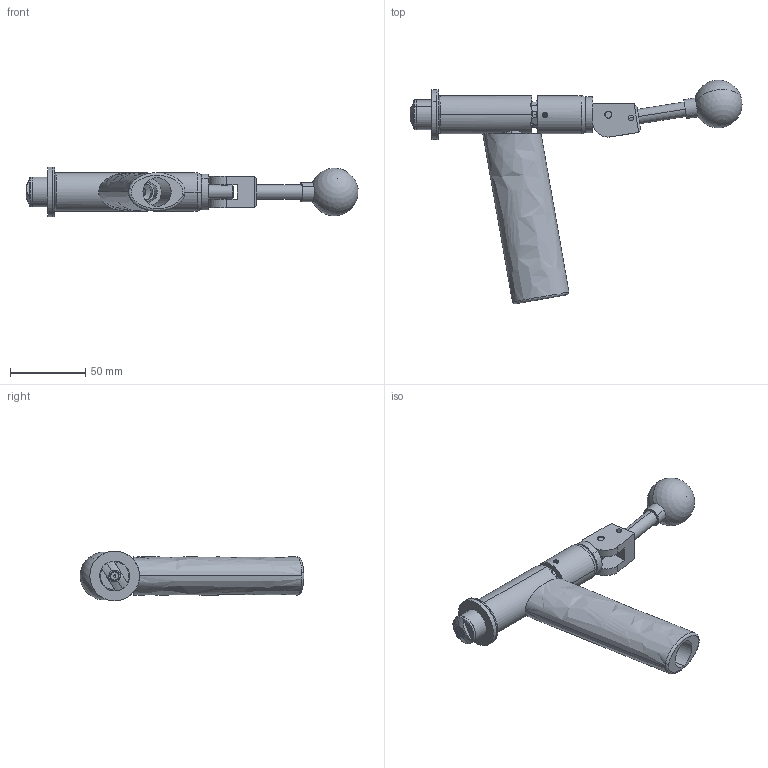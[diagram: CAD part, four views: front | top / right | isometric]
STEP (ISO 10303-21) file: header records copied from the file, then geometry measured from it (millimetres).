
FILE_DESCRIPTION (( 'STEP AP214' ), '1' );
FILE_NAME ('CTSC-003845.STEP', '2025-06-18T13:06:03', ( '' ), ( '' ), 'SwSTEP 2.0', 'SolidWorks 2023', '' );
FILE_SCHEMA (( 'AUTOMOTIVE_DESIGN' ));
Length unit declared in the file: inch
Products named in the file (1): CTSC-003845
Bounding box: 220.63 x 148.69 x 33.02 mm (x, y, z)
Volume: 157690.9 mm3; surface area: 52317.3 mm2
Topology: 10 solids, 12 shells, 330 faces, 800 edges, 511 vertices
Faces by surface type: cylinder 135, plane 122, cone 53, torus 11, bspline 7, sphere 2
Entity records: 15856 total; most frequent: CARTESIAN_POINT 3958, DIRECTION 1611, ORIENTED_EDGE 1586, EDGE_CURVE 793, AXIS2_PLACEMENT_3D 631, VERTEX_POINT 508, EDGE_LOOP 373, LINE 349
